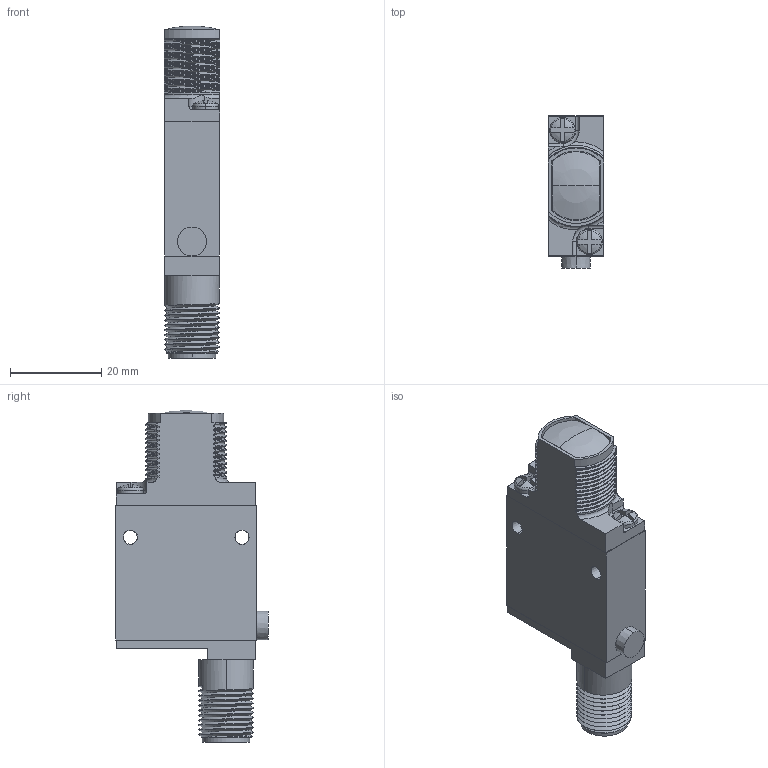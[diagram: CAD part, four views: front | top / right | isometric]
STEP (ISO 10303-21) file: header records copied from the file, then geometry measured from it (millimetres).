
FILE_DESCRIPTION((''),'2;1');
FILE_NAME('154458_SM01_ASM','2025-09-12T09:55:45',('banengservice'),('BANNER ENGINEERING'),'CREO PARAMETRIC BY PTC INC, 2022414','CREO PARAMETRIC BY PTC INC, 2022414','');
FILE_SCHEMA(('CONFIG_CONTROL_DESIGN'));
Length unit declared in the file: millimetre
Products named in the file (2): 154458_EP01; 154458_SM01_ASM
Assembly tree (1 placements, depth 2):
  154458_SM01_ASM
    154458_EP01
Bounding box: 12.09 x 33.32 x 72.7 mm (x, y, z)
Volume: 17783 mm3; surface area: 6826 mm2
Topology: 1 solids, 1 shells, 297 faces, 808 edges, 523 vertices
Faces by surface type: bspline 97, cylinder 89, plane 78, sphere 12, cone 11, torus 10
Entity records: 19743 total; most frequent: CARTESIAN_POINT 12911, ORIENTED_EDGE 1608, DIRECTION 1097, EDGE_CURVE 804, VERTEX_POINT 523, AXIS2_PLACEMENT_3D 384, VECTOR 329, LINE 329
